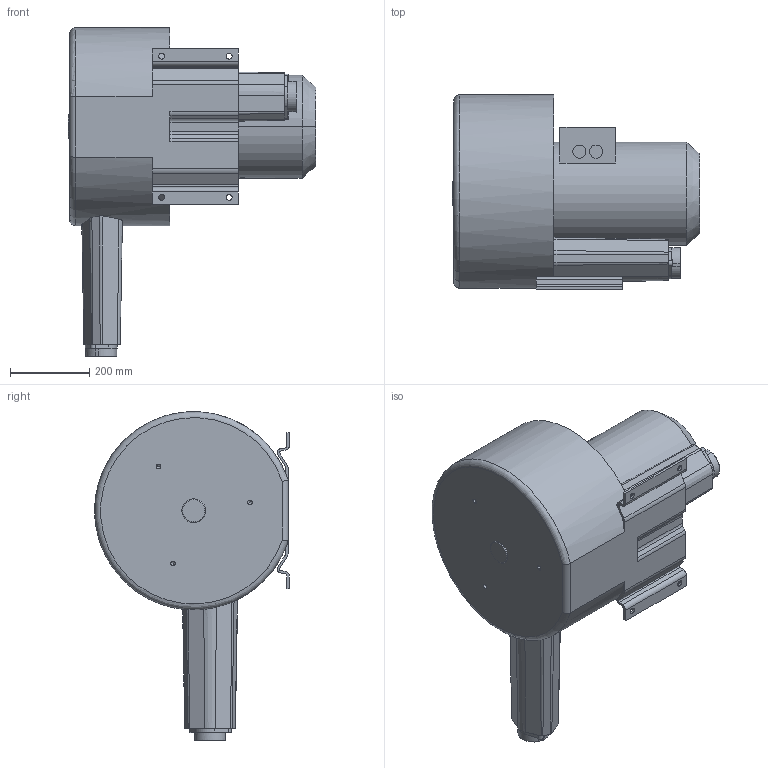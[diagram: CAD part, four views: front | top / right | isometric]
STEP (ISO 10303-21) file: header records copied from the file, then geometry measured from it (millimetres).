
FILE_DESCRIPTION((''),'2;1');
FILE_NAME('VSC0530_2SP751_ASM','2015-03-22T',('rnennstiel'),('vacuvane vacuum technology gmbh'),'PRO/ENGINEER BY PARAMETRIC TECHNOLOGY CORPORATION, 2010140','PRO/ENGINEER BY PARAMETRIC TECHNOLOGY CORPORATION, 2010140','');
FILE_SCHEMA(('AUTOMOTIVE_DESIGN_CC2 { 1 2 10303 214 -1 1 5 2 }'));
Length unit declared in the file: millimetre
Products named in the file (3): VSC0530_2SP751; GEWINDEFLANSCH_2_1_2_ZOLL; VSC0530_2SP751_ASM
Assembly tree (3 placements, depth 2):
  VSC0530_2SP751_ASM
    VSC0530_2SP751
    GEWINDEFLANSCH_2_1_2_ZOLL  x2
Bounding box: 625 x 491 x 828.96 mm (x, y, z)
Volume: 73691770.8 mm3; surface area: 1816021.3 mm2
Topology: 3 solids, 16 shells, 976 faces, 2665 edges, 1761 vertices
Faces by surface type: extrusion 414, plane 350, cylinder 169, cone 40, torus 3
Entity records: 33125 total; most frequent: CARTESIAN_POINT 10285, ORIENTED_EDGE 5086, DIRECTION 3519, EDGE_CURVE 2567, VERTEX_POINT 1711, VECTOR 1653, B_SPLINE_CURVE_WITH_KNOTS 1353, LINE 1239
